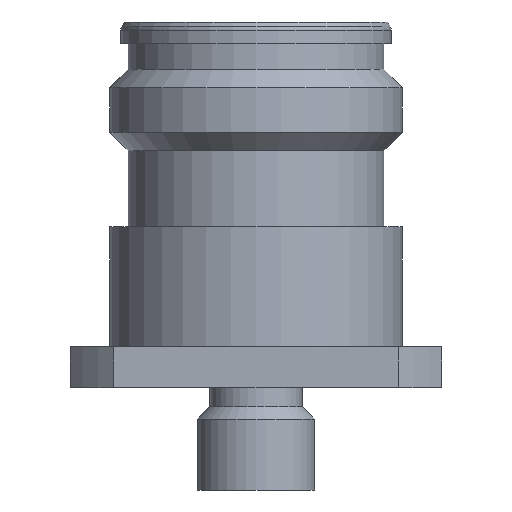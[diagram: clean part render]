
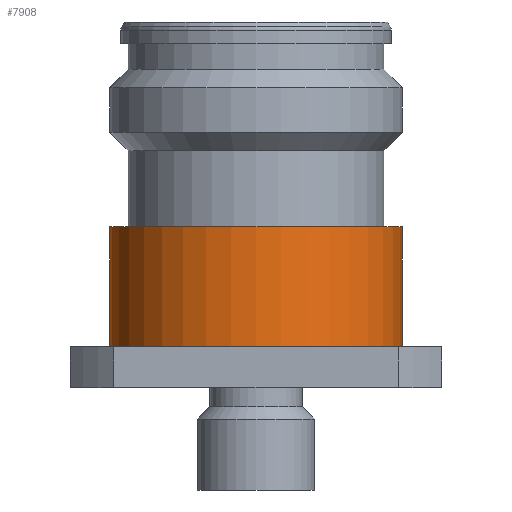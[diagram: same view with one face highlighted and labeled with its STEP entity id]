
A CAD part, front view. The second image highlights one B-rep face of the part: STEP entity #7908.
In plain terms, the highlighted cylindrical face has radius 10 mm (diameter 20 mm), a partial arc.
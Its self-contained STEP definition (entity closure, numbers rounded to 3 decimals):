
#214 = CARTESIAN_POINT ( 'NONE',  ( -10., 0., -22.2 ) ) ;
#257 = AXIS2_PLACEMENT_3D ( 'NONE', #805, #6202, #1573 ) ;
#442 = DIRECTION ( 'NONE',  ( 0., 0., 1. ) ) ;
#548 = EDGE_CURVE ( 'NONE', #3741, #6907, #4430, .T. ) ;
#557 = DIRECTION ( 'NONE',  ( 0., 0., 1. ) ) ;
#805 = CARTESIAN_POINT ( 'NONE',  ( 0., 0., -14. ) ) ;
#861 = DIRECTION ( 'NONE',  ( 0., 0., 1. ) ) ;
#1365 = VECTOR ( 'NONE', #442, 1000. ) ;
#1435 = EDGE_CURVE ( 'NONE', #3862, #6907, #7308, .T. ) ;
#1455 = CARTESIAN_POINT ( 'NONE',  ( 10., 0., -22.2 ) ) ;
#1456 = VECTOR ( 'NONE', #3230, 1000. ) ;
#1573 = DIRECTION ( 'NONE',  ( 1., 0., 0. ) ) ;
#2306 = CIRCLE ( 'NONE', #3334, 10. ) ;
#2470 = CARTESIAN_POINT ( 'NONE',  ( -10., 0., 1.82 ) ) ;
#3230 = DIRECTION ( 'NONE',  ( 0., 0., 1. ) ) ;
#3334 = AXIS2_PLACEMENT_3D ( 'NONE', #5177, #557, #5961 ) ;
#3613 = VERTEX_POINT ( 'NONE', #214 ) ;
#3741 = VERTEX_POINT ( 'NONE', #5767 ) ;
#3768 = ORIENTED_EDGE ( 'NONE', *, *, #8518, .T. ) ;
#3862 = VERTEX_POINT ( 'NONE', #1455 ) ;
#4329 = FACE_OUTER_BOUND ( 'NONE', #9848, .T. ) ;
#4430 = CIRCLE ( 'NONE', #257, 10. ) ;
#4686 = CARTESIAN_POINT ( 'NONE',  ( 0., 0., 1.82 ) ) ;
#4728 = DIRECTION ( 'NONE',  ( 1., 0., 0. ) ) ;
#5012 = ORIENTED_EDGE ( 'NONE', *, *, #7507, .F. ) ;
#5084 = CARTESIAN_POINT ( 'NONE',  ( 10., 0., 1.82 ) ) ;
#5177 = CARTESIAN_POINT ( 'NONE',  ( 0., 0., -22.2 ) ) ;
#5688 = CARTESIAN_POINT ( 'NONE',  ( 10., 0., -14. ) ) ;
#5767 = CARTESIAN_POINT ( 'NONE',  ( -10., 0., -14. ) ) ;
#5961 = DIRECTION ( 'NONE',  ( 1., 0., 0. ) ) ;
#6202 = DIRECTION ( 'NONE',  ( 0., 0., 1. ) ) ;
#6800 = AXIS2_PLACEMENT_3D ( 'NONE', #4686, #861, #4728 ) ;
#6907 = VERTEX_POINT ( 'NONE', #5688 ) ;
#7308 = LINE ( 'NONE', #5084, #1365 ) ;
#7507 = EDGE_CURVE ( 'NONE', #3613, #3741, #7612, .T. ) ;
#7612 = LINE ( 'NONE', #2470, #1456 ) ;
#7696 = ORIENTED_EDGE ( 'NONE', *, *, #548, .F. ) ;
#7908 = ADVANCED_FACE ( 'NONE', ( #4329 ), #9576, .T. ) ;
#8518 = EDGE_CURVE ( 'NONE', #3613, #3862, #2306, .T. ) ;
#8669 = ORIENTED_EDGE ( 'NONE', *, *, #1435, .T. ) ;
#9576 = CYLINDRICAL_SURFACE ( 'NONE', #6800, 10. ) ;
#9848 = EDGE_LOOP ( 'NONE', ( #5012, #3768, #8669, #7696 ) ) ;
